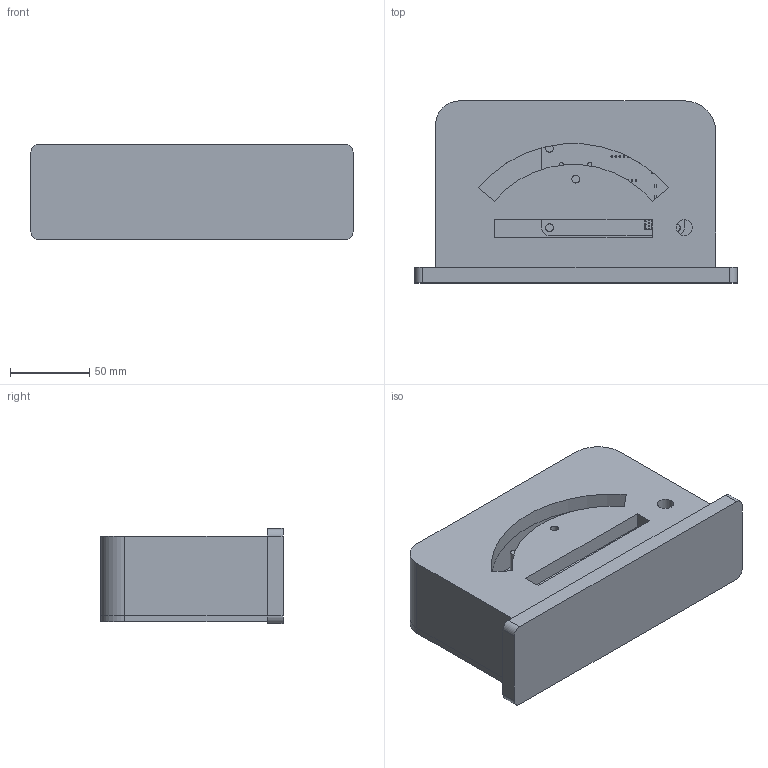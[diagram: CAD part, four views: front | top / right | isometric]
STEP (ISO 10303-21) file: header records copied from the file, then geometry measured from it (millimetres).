
FILE_DESCRIPTION(/* description */ ('KiCad electronic assembly'),/* implementation_level */ '2;1');
FILE_NAME(/* name */ 'display.step',/* time_stamp */ '2026-02-22T13:46:30-08:00',/* author */ (''),/* organization */ (''),/* preprocessor_version */ 'ST-DEVELOPER v20.1',/* originating_system */ 'Autodesk Translation Framework v14.24.0.0',/* authorisation */ '');
FILE_SCHEMA (('AUTOMOTIVE_DESIGN { 1 0 10303 214 3 1 1 }'));
Length unit declared in the file: millimetre
Products named in the file (6): display 1; JST_PH_B3B-PH-K_1x03_P2.00mm_Vertical; JST_PH_B2B-PH-K_1x02_P2.00mm_Vertical; display_PCB; R_0805_2012Metric; C_0805_2012Metric
Assembly tree (11 placements, depth 2):
  display 1
    R_0805_2012Metric  x4
    C_0805_2012Metric  x4
    JST_PH_B3B-PH-K_1x03_P2.00mm_Vertical
    JST_PH_B2B-PH-K_1x02_P2.00mm_Vertical
    display_PCB
Bounding box: 203.38 x 115 x 60.03 mm (x, y, z)
Volume: 515640 mm3; surface area: 155248.1 mm2
Topology: 13 solids, 13 shells, 543 faces, 1424 edges, 936 vertices
Faces by surface type: plane 391, cylinder 152
Full cylindrical faces by diameter (mm): 0.75 x5, 0.85 x4, 1.016 x16, 1.9 x2, 2.6 x2, 3 x8, 3.9 x1, 4.8 x4, 5 x5, 10 x5
Entity records: 12374 total; most frequent: CARTESIAN_POINT 2062, ORIENTED_EDGE 2008, DIRECTION 1984, EDGE_CURVE 1004, LINE 820, VECTOR 820, VERTEX_POINT 660, AXIS2_PLACEMENT_3D 582
